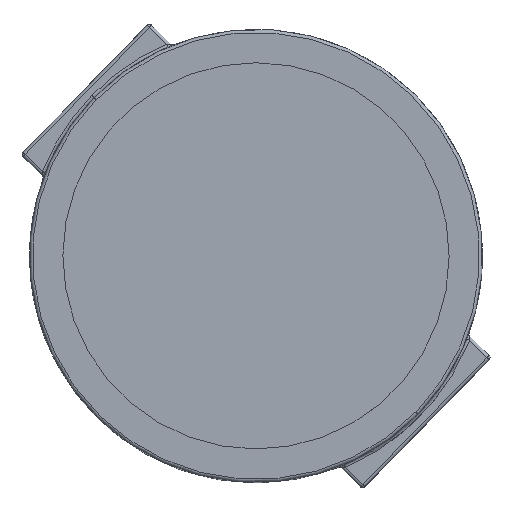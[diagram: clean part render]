
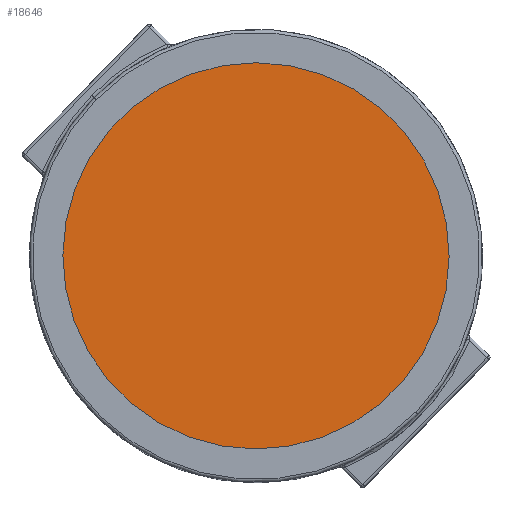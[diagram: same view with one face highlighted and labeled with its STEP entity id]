
A CAD part, top view. The second image highlights one B-rep face of the part: STEP entity #18646.
In plain terms, the highlighted planar face has unit normal (0, 0, 1).
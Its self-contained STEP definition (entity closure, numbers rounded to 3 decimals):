
#766 = AXIS2_PLACEMENT_3D ( 'NONE', #53907, #58580, #3251 ) ;
#1455 = DIRECTION ( 'NONE',  ( 1., 0., 0. ) ) ;
#3251 = DIRECTION ( 'NONE',  ( 1., 0., 0. ) ) ;
#4578 = CIRCLE ( 'NONE', #52384, 31.5 ) ;
#8757 = CARTESIAN_POINT ( 'NONE',  ( 31.5, 0., 19.5 ) ) ;
#13359 = CIRCLE ( 'NONE', #44467, 31.5 ) ;
#18646 = ADVANCED_FACE ( 'NONE', ( #29948 ), #49238, .T. ) ;
#23902 = CARTESIAN_POINT ( 'NONE',  ( -31.5, 0., 19.5 ) ) ;
#29948 = FACE_OUTER_BOUND ( 'NONE', #36055, .T. ) ;
#32695 = CARTESIAN_POINT ( 'NONE',  ( 0., 0., 19.5 ) ) ;
#34143 = VERTEX_POINT ( 'NONE', #23902 ) ;
#36055 = EDGE_LOOP ( 'NONE', ( #50588, #57601 ) ) ;
#37370 = DIRECTION ( 'NONE',  ( 0., 0., 1. ) ) ;
#38893 = VERTEX_POINT ( 'NONE', #8757 ) ;
#39526 = EDGE_CURVE ( 'NONE', #34143, #38893, #13359, .T. ) ;
#42044 = DIRECTION ( 'NONE',  ( 1., 0., 0. ) ) ;
#44467 = AXIS2_PLACEMENT_3D ( 'NONE', #52087, #56765, #1455 ) ;
#48554 = EDGE_CURVE ( 'NONE', #38893, #34143, #4578, .T. ) ;
#49238 = PLANE ( 'NONE',  #766 ) ;
#50588 = ORIENTED_EDGE ( 'NONE', *, *, #39526, .T. ) ;
#52087 = CARTESIAN_POINT ( 'NONE',  ( 0., 0., 19.5 ) ) ;
#52384 = AXIS2_PLACEMENT_3D ( 'NONE', #32695, #37370, #42044 ) ;
#53907 = CARTESIAN_POINT ( 'NONE',  ( 0., 0., 19.5 ) ) ;
#56765 = DIRECTION ( 'NONE',  ( 0., 0., 1. ) ) ;
#57601 = ORIENTED_EDGE ( 'NONE', *, *, #48554, .T. ) ;
#58580 = DIRECTION ( 'NONE',  ( 0., 0., 1. ) ) ;
